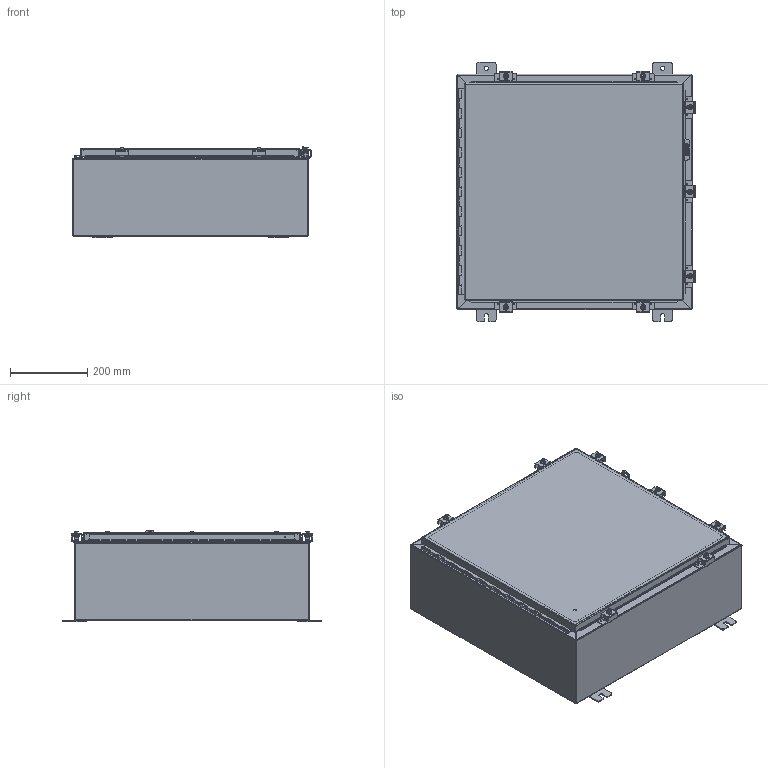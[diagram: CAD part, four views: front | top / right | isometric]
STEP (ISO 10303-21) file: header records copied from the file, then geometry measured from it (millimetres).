
FILE_DESCRIPTION (( 'STEP AP214' ), '1' );
FILE_NAME ('SSN4242408.STEP', '2016-02-09T20:24:35', ( '' ), ( '' ), 'SwSTEP 2.0', 'SolidWorks 2014', '' );
FILE_SCHEMA (( 'AUTOMOTIVE_DESIGN' ));
Length unit declared in the file: inch
Products named in the file (19): HFW30825-2; 30824-1; 38859; 328138; 328138T; 328138P; 328138L; SSN42424LID; 38846; 22x22; 32912; SSN4242408BKP; 38412; 34871; SSN4242408; 30818; 30824; HFW30825-4; HFW30825-3
Assembly tree (36 placements, depth 3):
  SSN4242408
    34871  x4
    38412
    SSN4242408BKP
    32912
    22x22
    38846
    SSN42424LID
    328138
      328138L
      328138P
      328138T
    38859  x4
    30824  x7
      30824-1
      HFW30825-2
      HFW30825-3
      HFW30825-4
    30818  x7
Bounding box: 617.49 x 673.1 x 237.62 mm (x, y, z)
Volume: 2876393.1 mm3; surface area: 2969456 mm2
Topology: 52 solids, 52 shells, 2042 faces, 5294 edges, 3396 vertices
Faces by surface type: cylinder 899, plane 772, bspline 201, torus 88, sphere 42, cone 40
Entity records: 38890 total; most frequent: CARTESIAN_POINT 10692, DIRECTION 4336, ORIENTED_EDGE 4324, EDGE_CURVE 2162, AXIS2_PLACEMENT_3D 1532, VERTEX_POINT 1374, VECTOR 1272, LINE 1272
